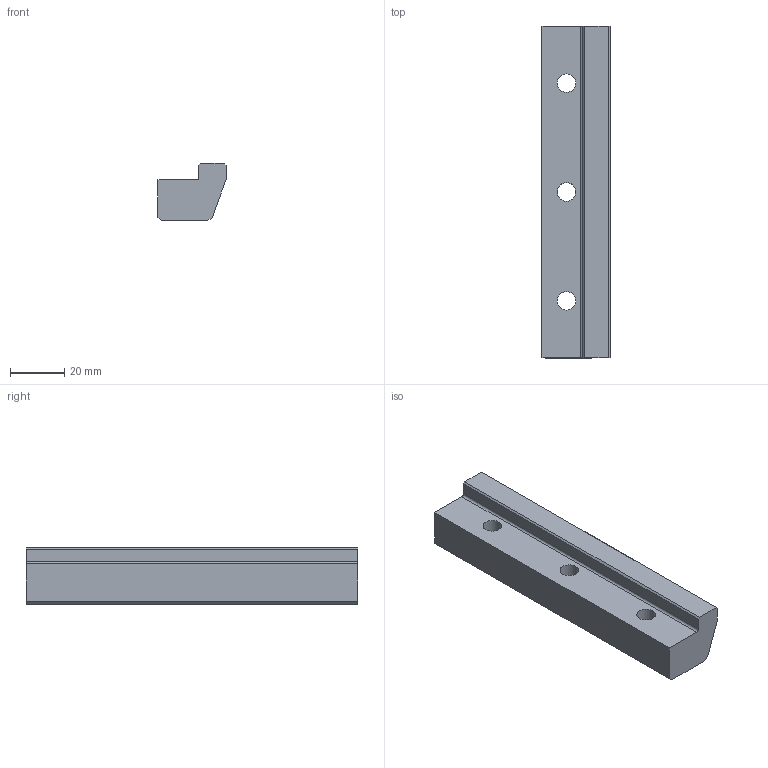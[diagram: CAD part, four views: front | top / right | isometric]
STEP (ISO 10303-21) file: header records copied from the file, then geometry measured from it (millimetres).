
FILE_DESCRIPTION(('STEP AP214'),'1');
FILE_NAME('keil_Z.stp','2023-08-01T12:24:23',(' '),(' '),'Spatial InterOp 3D',' ',' ');
FILE_SCHEMA(('AUTOMOTIVE_DESIGN { 1 0 10303 214 1 1 1 1 }'));
Length unit declared in the file: millimetre
Products named in the file (1): 1689055863
Bounding box: 25 x 122 x 21 mm (x, y, z)
Volume: 45009.7 mm3; surface area: 12214.4 mm2
Topology: 1 solids, 1 shells, 23 faces, 54 edges, 36 vertices
Faces by surface type: plane 16, cylinder 7
Full cylindrical faces by diameter (mm): 6.8 x3, 11 x3
Entity records: 1075 total; most frequent: DIRECTION 112, CARTESIAN_POINT 109, ORIENTED_EDGE 96, STYLED_ITEM 67, PRESENTATION_STYLE_ASSIGNMENT 67, COLOUR_RGB 67, EDGE_CURVE 48, CURVE_STYLE 43
